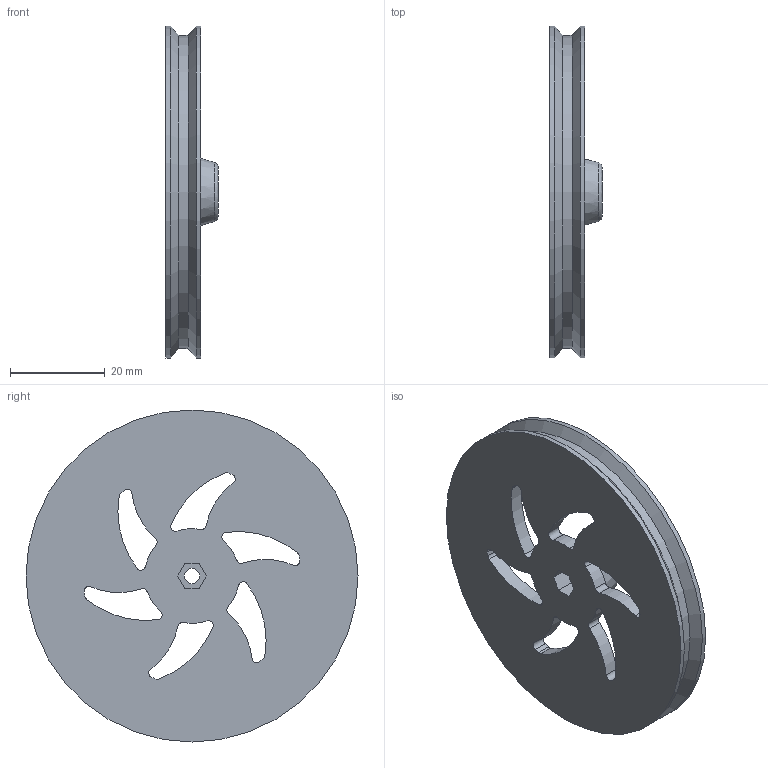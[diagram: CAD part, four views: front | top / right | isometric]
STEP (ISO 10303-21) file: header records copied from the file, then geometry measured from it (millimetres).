
FILE_DESCRIPTION(('FreeCAD Model'),'2;1');
FILE_NAME('Roue-V1.step','2015-08-27T20:39:38',('Author'),(''), 'Open CASCADE STEP processor 6.8','FreeCAD','Unknown');
FILE_SCHEMA(('AUTOMOTIVE_DESIGN_CC2 { 1 2 10303 214 -1 1 5 4 }'));
Length unit declared in the file: millimetre
Products named in the file (1): PolarPattern001
Bounding box: 11 x 70 x 70 mm (x, y, z)
Volume: 15747.9 mm3; surface area: 10256.8 mm2
Topology: 1 solids, 1 shells, 73 faces, 193 edges, 126 vertices
Faces by surface type: cylinder 53, plane 12, cone 4, revolution 4
Full cylindrical faces by diameter (mm): 3.2 x1, 6.4 x1, 66 x1, 70 x2
Entity records: 4895 total; most frequent: DIRECTION 849, CARTESIAN_POINT 783, ORIENTED_EDGE 386, PCURVE 386, DEFINITIONAL_REPRESENTATION 386, LINE 355, VECTOR 355, CIRCLE 228
